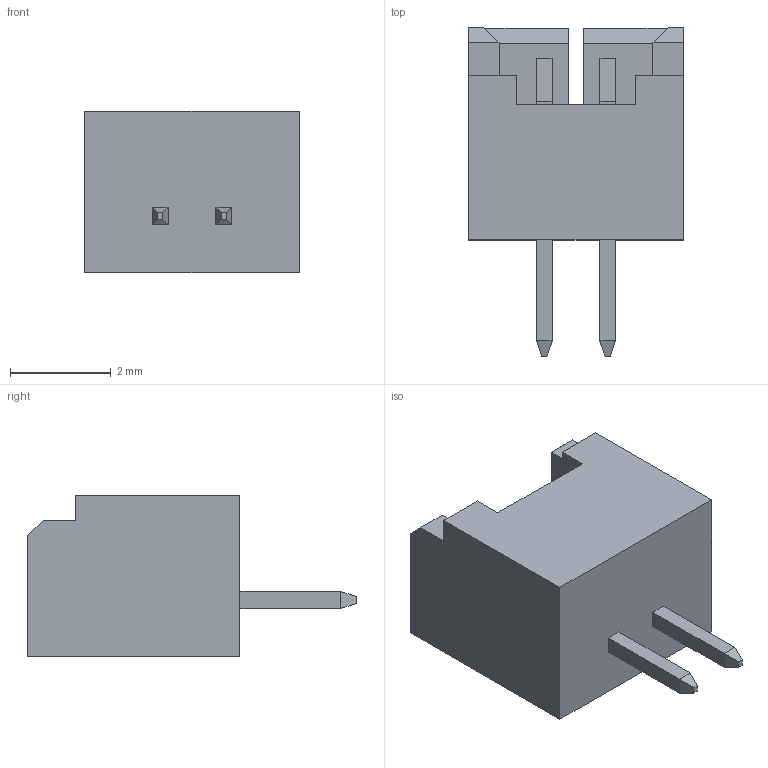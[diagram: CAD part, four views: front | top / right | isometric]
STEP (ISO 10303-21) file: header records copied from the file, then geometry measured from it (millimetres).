
FILE_DESCRIPTION((''),'2;1');
FILE_NAME('10114829-XXX02LFC','2019-09-05T',('KumarP'),('AFCI'),'CREO PARAMETRIC BY PTC INC, 2016130','CREO PARAMETRIC BY PTC INC, 2016130','');
FILE_SCHEMA(('CONFIG_CONTROL_DESIGN'));
Length unit declared in the file: millimetre
Products named in the file (1): 10114829-XXX02LFC
Bounding box: 4.25 x 6.5 x 3.2 mm (x, y, z)
Volume: 31.7 mm3; surface area: 129.6 mm2
Topology: 1 solids, 1 shells, 77 faces, 201 edges, 130 vertices
Faces by surface type: plane 77
Entity records: 2337 total; most frequent: CARTESIAN_POINT 408, ORIENTED_EDGE 402, DIRECTION 355, VECTOR 201, LINE 201, EDGE_CURVE 201, VERTEX_POINT 130, EDGE_LOOP 81
